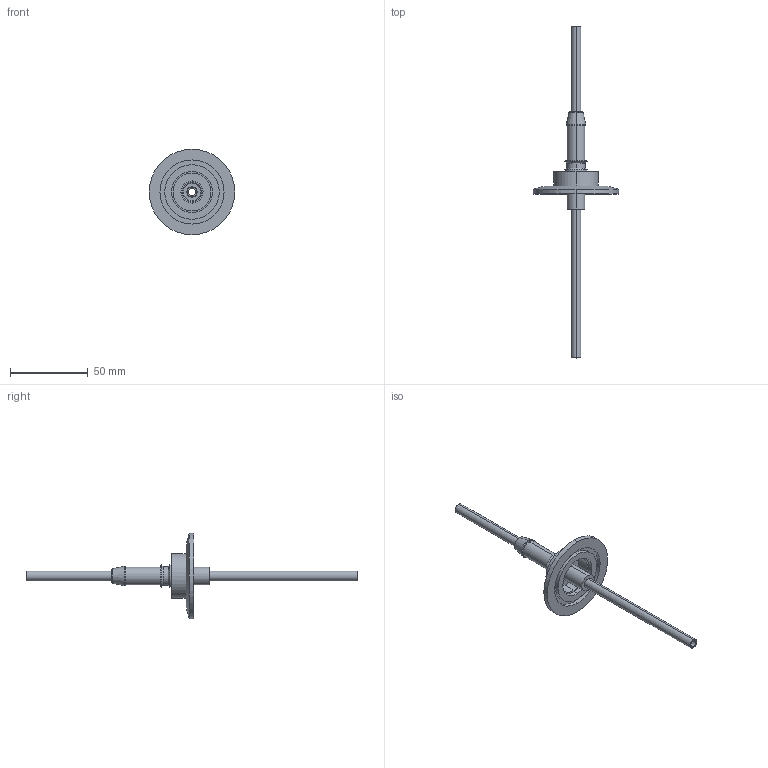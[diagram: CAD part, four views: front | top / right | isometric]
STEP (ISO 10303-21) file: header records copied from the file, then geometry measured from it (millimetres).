
FILE_DESCRIPTION (( 'STEP AP214' ), '1' );
FILE_NAME ('280-RF10-1-K40.STEP', '2022-04-06T12:49:24', ( '' ), ( '' ), 'SwSTEP 2.0', 'SolidWorks 2017', '' );
FILE_SCHEMA (( 'AUTOMOTIVE_DESIGN' ));
Length unit declared in the file: millimetre
Products named in the file (1): 280-RF10-1-K40
Bounding box: 54.86 x 213.11 x 54.86 mm (x, y, z)
Volume: 17039.6 mm3; surface area: 18888.8 mm2
Topology: 1 solids, 3 shells, 90 faces, 192 edges, 120 vertices
Faces by surface type: cylinder 40, cone 26, plane 18, torus 6
Entity records: 2877 total; most frequent: CARTESIAN_POINT 621, DIRECTION 488, ORIENTED_EDGE 384, AXIS2_PLACEMENT_3D 211, EDGE_CURVE 192, CIRCLE 120, VERTEX_POINT 120, EDGE_LOOP 108
